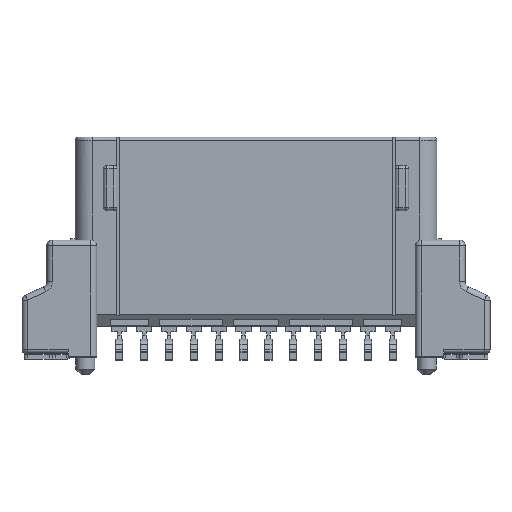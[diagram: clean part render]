
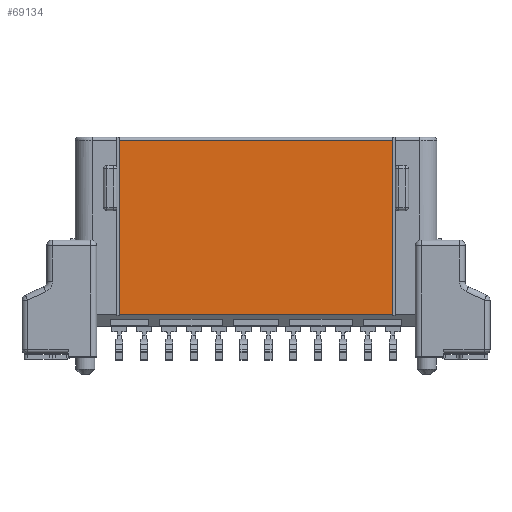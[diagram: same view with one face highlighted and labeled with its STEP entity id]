
A CAD part, top view. The second image highlights one B-rep face of the part: STEP entity #69134.
In plain terms, the highlighted planar face has unit normal (0, 0, 1).
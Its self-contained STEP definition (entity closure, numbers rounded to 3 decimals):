
#19590=DIRECTION('',(0.,1.,0.));
#19591=VECTOR('',#19590,15.4);
#19592=CARTESIAN_POINT('',(-12.1,-1.7,5.8));
#19593=LINE('',#19592,#19591);
#19594=DIRECTION('',(1.,0.,0.));
#19595=VECTOR('',#19594,24.2);
#19596=CARTESIAN_POINT('',(-12.1,13.7,5.8));
#19597=LINE('',#19596,#19595);
#19598=DIRECTION('',(0.,1.,0.));
#19599=VECTOR('',#19598,15.4);
#19600=CARTESIAN_POINT('',(12.1,-1.7,5.8));
#19601=LINE('',#19600,#19599);
#19602=DIRECTION('',(1.,0.,0.));
#19603=VECTOR('',#19602,24.2);
#19604=CARTESIAN_POINT('',(-12.1,-1.7,5.8));
#19605=LINE('',#19604,#19603);
#36562=CARTESIAN_POINT('',(-12.1,-1.7,5.8));
#36563=CARTESIAN_POINT('',(-12.1,13.7,5.8));
#36564=VERTEX_POINT('',#36562);
#36565=VERTEX_POINT('',#36563);
#36582=CARTESIAN_POINT('',(12.1,-1.7,5.8));
#36583=CARTESIAN_POINT('',(12.1,13.7,5.8));
#36584=VERTEX_POINT('',#36582);
#36585=VERTEX_POINT('',#36583);
#69121=CARTESIAN_POINT('',(-16.,-1.7,5.8));
#69122=DIRECTION('',(0.,0.,1.));
#69123=DIRECTION('',(1.,0.,0.));
#69124=AXIS2_PLACEMENT_3D('',#69121,#69122,#69123);
#69125=PLANE('',#69124);
#69126=ORIENTED_EDGE('',*,*,#69111,.T.);
#69128=ORIENTED_EDGE('',*,*,#69127,.T.);
#69130=ORIENTED_EDGE('',*,*,#69129,.F.);
#69131=ORIENTED_EDGE('',*,*,#68787,.F.);
#69132=EDGE_LOOP('',(#69126,#69128,#69130,#69131));
#69133=FACE_OUTER_BOUND('',#69132,.F.);
#69134=ADVANCED_FACE('',(#69133),#69125,.T.);
#68787=EDGE_CURVE('',#36564,#36584,#19605,.T.);
#69111=EDGE_CURVE('',#36564,#36565,#19593,.T.);
#69127=EDGE_CURVE('',#36565,#36585,#19597,.T.);
#69129=EDGE_CURVE('',#36584,#36585,#19601,.T.);
